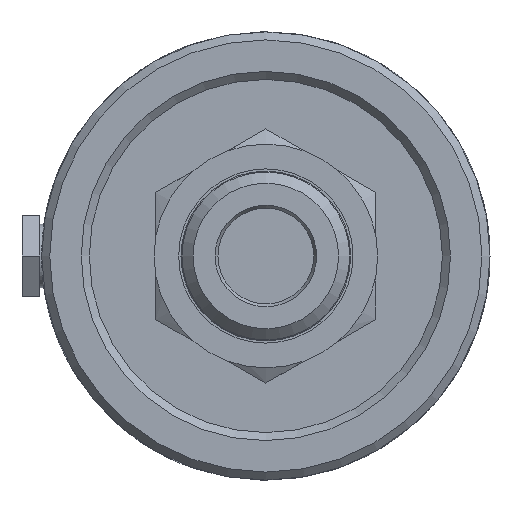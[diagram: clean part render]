
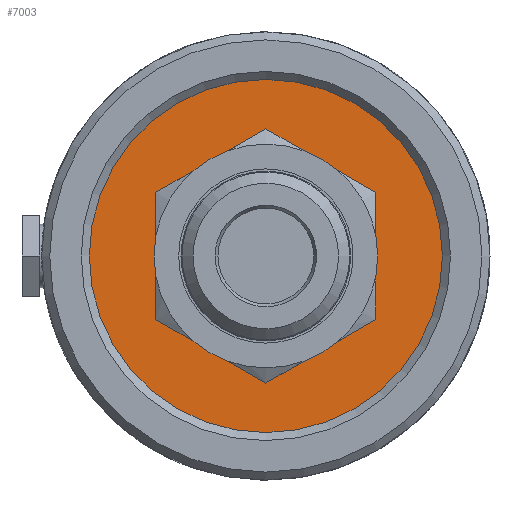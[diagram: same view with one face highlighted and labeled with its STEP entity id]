
A CAD part, left-side view. The second image highlights one B-rep face of the part: STEP entity #7003.
In plain terms, the highlighted planar face has unit normal (-1, 0, 0).
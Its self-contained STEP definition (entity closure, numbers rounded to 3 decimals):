
#100=FACE_BOUND('',#2470,.T.);
#1458=CIRCLE('',#7430,9.575);
#1459=CIRCLE('',#7431,9.575);
#1517=CIRCLE('',#7540,18.59);
#1518=CIRCLE('',#7541,18.59);
#1641=PLANE('',#7539);
#2032=FACE_OUTER_BOUND('',#2469,.T.);
#2469=EDGE_LOOP('',(#6542,#6543));
#2470=EDGE_LOOP('',(#6544,#6545));
#3401=VERTEX_POINT('',#48772);
#3402=VERTEX_POINT('',#48773);
#3468=VERTEX_POINT('',#49703);
#3469=VERTEX_POINT('',#49704);
#4370=EDGE_CURVE('',#3401,#3402,#1458,.T.);
#4371=EDGE_CURVE('',#3402,#3401,#1459,.T.);
#4495=EDGE_CURVE('',#3468,#3469,#1517,.T.);
#4496=EDGE_CURVE('',#3469,#3468,#1518,.T.);
#6542=ORIENTED_EDGE('',*,*,#4495,.F.);
#6543=ORIENTED_EDGE('',*,*,#4496,.F.);
#6544=ORIENTED_EDGE('',*,*,#4370,.T.);
#6545=ORIENTED_EDGE('',*,*,#4371,.T.);
#7003=ADVANCED_FACE('',(#2032,#100),#1641,.T.);
#7430=AXIS2_PLACEMENT_3D('',#48774,#8712,#8713);
#7431=AXIS2_PLACEMENT_3D('',#48775,#8714,#8715);
#7539=AXIS2_PLACEMENT_3D('',#49702,#8961,#8962);
#7540=AXIS2_PLACEMENT_3D('',#49705,#8963,#8964);
#7541=AXIS2_PLACEMENT_3D('',#49706,#8965,#8966);
#8712=DIRECTION('center_axis',(1.,0.,0.));
#8713=DIRECTION('ref_axis',(0.,1.,0.));
#8714=DIRECTION('center_axis',(1.,0.,0.));
#8715=DIRECTION('ref_axis',(0.,1.,0.));
#8961=DIRECTION('center_axis',(-1.,0.,0.));
#8962=DIRECTION('ref_axis',(0.,0.,1.));
#8963=DIRECTION('center_axis',(1.,0.,0.));
#8964=DIRECTION('ref_axis',(0.,1.,0.));
#8965=DIRECTION('center_axis',(1.,0.,0.));
#8966=DIRECTION('ref_axis',(0.,1.,0.));
#48772=CARTESIAN_POINT('',(3.76,9.575,0.));
#48773=CARTESIAN_POINT('',(3.76,-9.575,0.));
#48774=CARTESIAN_POINT('Origin',(3.76,0.,0.));
#48775=CARTESIAN_POINT('Origin',(3.76,0.,0.));
#49702=CARTESIAN_POINT('Origin',(3.76,9.295,0.));
#49703=CARTESIAN_POINT('',(3.76,18.59,0.));
#49704=CARTESIAN_POINT('',(3.76,-18.59,0.));
#49705=CARTESIAN_POINT('Origin',(3.76,0.,0.));
#49706=CARTESIAN_POINT('Origin',(3.76,0.,0.));
